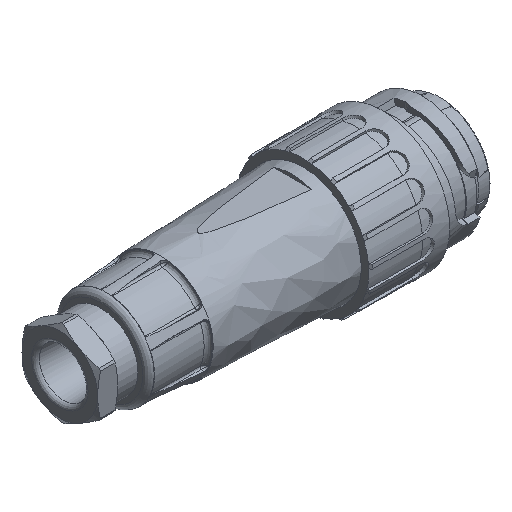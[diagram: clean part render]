
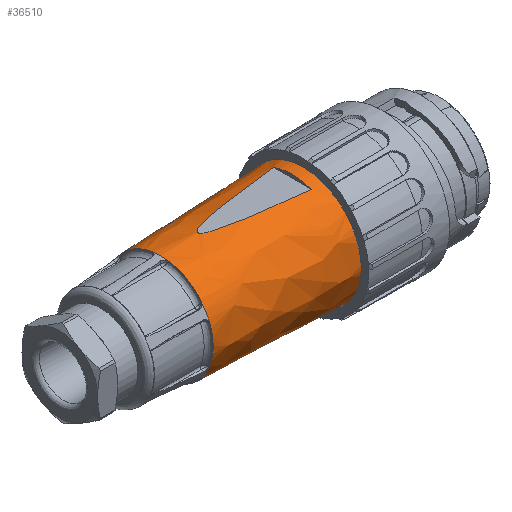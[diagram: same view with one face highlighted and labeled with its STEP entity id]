
A CAD part, isometric view. The second image highlights one B-rep face of the part: STEP entity #36510.
In plain terms, the highlighted free-form (B-spline) face has degree [2, 1] with [7, 2] control points.
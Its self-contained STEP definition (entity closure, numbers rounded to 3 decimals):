
#6237=CARTESIAN_POINT('V152',(48.0,4.792,
   -13.5));
#6238=VERTEX_POINT('V152',#6237);
#6239=CARTESIAN_POINT('V153',(48.0,-4.792,
   -13.5));
#6240=VERTEX_POINT('V153',#6239);
#6241=CARTESIAN_POINT('E256',(48.0,4.792,
   -13.5));
#6242=CARTESIAN_POINT('E256',(48.0,0.,-15.201)
   );
#6243=CARTESIAN_POINT('E256',(48.0,-4.792,
   -13.5));
#6251=(BOUNDED_CURVE()B_SPLINE_CURVE(2,(#6241,#6242,#6243),
   .CIRCULAR_ARC.,.F.,.U.)B_SPLINE_CURVE_WITH_KNOTS((3,3),(
   0.022,0.978),.UNSPECIFIED.)CURVE()
   GEOMETRIC_REPRESENTATION_ITEM()RATIONAL_B_SPLINE_CURVE((
   0.772,0.728,0.772))
   REPRESENTATION_ITEM('E256'));
#6252=EDGE_CURVE('E256',#6238,#6240,#6251,.T.);
#6267=CARTESIAN_POINT('E255',(48.0,-4.792,
   -13.5));
#6268=CARTESIAN_POINT('E255',(2.089,0.,
   -13.5));
#6269=CARTESIAN_POINT('E255',(48.0,4.792,
   -13.5));
#6277=(BOUNDED_CURVE()B_SPLINE_CURVE(2,(#6267,#6268,#6269),
   .HYPERBOLIC_ARC.,.F.,.U.)CURVE()GEOMETRIC_REPRESENTATION_ITEM()
   QUASI_UNIFORM_CURVE()RATIONAL_B_SPLINE_CURVE((1.006,
   1.068,1.006))REPRESENTATION_ITEM('E255')
   );
#6278=EDGE_CURVE('E255',#6240,#6238,#6277,.T.);
#36321=CARTESIAN_POINT('V158',(53.0,0.,14.5)
   );
#36322=VERTEX_POINT('V158',#36321);
#36323=CARTESIAN_POINT('E265',(53.0,0.,14.5)
   );
#36324=CARTESIAN_POINT('E265',(53.0,-25.115,
   14.5));
#36325=CARTESIAN_POINT('E265',(53.0,-12.557,
   -7.25));
#36326=CARTESIAN_POINT('E265',(53.0,0.,
   -29.));
#36327=CARTESIAN_POINT('E265',(53.0,12.557,
   -7.25));
#36328=CARTESIAN_POINT('E265',(53.0,25.115,
   14.5));
#36329=CARTESIAN_POINT('E265',(53.0,0.,14.5)
   );
#36337=(BOUNDED_CURVE()B_SPLINE_CURVE(2,(#36323,#36324,#36325,
   #36326,#36327,#36328,#36329),.CIRCULAR_ARC.,.T.,.U.)
   B_SPLINE_CURVE_WITH_KNOTS((3,2,2,3),(0.0,0.333,
   0.667,1.0),.UNSPECIFIED.)CURVE()
   GEOMETRIC_REPRESENTATION_ITEM()RATIONAL_B_SPLINE_CURVE((1.0,
   0.5,1.0,0.5,1.0,0.5,1.0)
   )REPRESENTATION_ITEM('E265'));
#36338=EDGE_CURVE('E265',#36322,#36322,#36337,.T.);
#36369=CARTESIAN_POINT('V159',(24.364,0.,
   13.5));
#36370=VERTEX_POINT('V159',#36369);
#36371=CARTESIAN_POINT('V160',(48.0,-4.792,
   13.5));
#36372=VERTEX_POINT('V160',#36371);
#36373=CARTESIAN_POINT('E266',(24.364,0.,
   13.5));
#36374=CARTESIAN_POINT('E266',(24.364,-2.325,
   13.5));
#36375=CARTESIAN_POINT('E266',(48.0,-4.792,
   13.5));
#36383=(BOUNDED_CURVE()B_SPLINE_CURVE(2,(#36373,#36374,#36375),
   .HYPERBOLIC_ARC.,.F.,.U.)CURVE()GEOMETRIC_REPRESENTATION_ITEM()
   QUASI_UNIFORM_CURVE()RATIONAL_B_SPLINE_CURVE((1.037,
   1.037,1.006))REPRESENTATION_ITEM('E266')
   );
#36384=EDGE_CURVE('E266',#36370,#36372,#36383,.T.);
#36386=CARTESIAN_POINT('V161',(48.0,4.792,
   13.5));
#36387=VERTEX_POINT('V161',#36386);
#36393=CARTESIAN_POINT('E268',(48.0,4.792,
   13.5));
#36394=CARTESIAN_POINT('E268',(24.364,2.325,
   13.5));
#36395=CARTESIAN_POINT('E268',(24.364,0.,
   13.5));
#36403=(BOUNDED_CURVE()B_SPLINE_CURVE(2,(#36393,#36394,#36395),
   .HYPERBOLIC_ARC.,.F.,.U.)CURVE()GEOMETRIC_REPRESENTATION_ITEM()
   QUASI_UNIFORM_CURVE()RATIONAL_B_SPLINE_CURVE((1.006,
   1.037,1.037))REPRESENTATION_ITEM('E268')
   );
#36404=EDGE_CURVE('E268',#36387,#36370,#36403,.T.);
#36414=CARTESIAN_POINT('V162',(48.0,0.,14.325)
   );
#36415=VERTEX_POINT('V162',#36414);
#36416=CARTESIAN_POINT('E269',(48.0,0.,14.325)
   );
#36417=CARTESIAN_POINT('E269',(48.0,2.467,
   14.325));
#36418=CARTESIAN_POINT('E269',(48.,4.792,
   13.5));
#36426=(BOUNDED_CURVE()B_SPLINE_CURVE(2,(#36416,#36417,#36418),
   .CIRCULAR_ARC.,.F.,.U.)CURVE()GEOMETRIC_REPRESENTATION_ITEM()
   QUASI_UNIFORM_CURVE()RATIONAL_B_SPLINE_CURVE((1.0,
   0.91,0.852))REPRESENTATION_ITEM('E269')
   );
#36427=EDGE_CURVE('E269',#36415,#36387,#36426,.T.);
#36430=CARTESIAN_POINT('E270',(48.,-4.792,
   13.5));
#36431=CARTESIAN_POINT('E270',(48.0,-2.467,
   14.325));
#36432=CARTESIAN_POINT('E270',(48.0,0.,14.325)
   );
#36440=(BOUNDED_CURVE()B_SPLINE_CURVE(2,(#36430,#36431,#36432),
   .CIRCULAR_ARC.,.F.,.U.)CURVE()GEOMETRIC_REPRESENTATION_ITEM()
   QUASI_UNIFORM_CURVE()RATIONAL_B_SPLINE_CURVE((0.852,
   0.91,1.0))REPRESENTATION_ITEM('E270'));
#36441=EDGE_CURVE('E270',#36372,#36415,#36440,.T.);
#36446=CARTESIAN_POINT('F105',(53.0,0.,14.5)
   );
#36447=CARTESIAN_POINT('F105',(53.0,25.115,
   14.5));
#36448=CARTESIAN_POINT('F105',(53.0,12.557,
   -7.25));
#36449=CARTESIAN_POINT('F105',(53.0,0.,
   -29.));
#36450=CARTESIAN_POINT('F105',(53.0,-12.557,
   -7.25));
#36451=CARTESIAN_POINT('F105',(53.0,-25.115,
   14.5));
#36452=CARTESIAN_POINT('F105',(53.0,0.,14.5)
   );
#36453=CARTESIAN_POINT('F105',(15.0,0.,13.173)
   );
#36454=CARTESIAN_POINT('F105',(15.,22.816,
   13.173));
#36455=CARTESIAN_POINT('F105',(15.0,11.408,
   -6.587));
#36456=CARTESIAN_POINT('F105',(15.,0.,
   -26.346));
#36457=CARTESIAN_POINT('F105',(15.0,-11.408,
   -6.587));
#36458=CARTESIAN_POINT('F105',(15.,
   -22.816,13.173));
#36459=CARTESIAN_POINT('F105',(15.0,0.,13.173)
   );
#36467=(BOUNDED_SURFACE()B_SPLINE_SURFACE(2,1,((#36446,#36453),(
   #36447,#36454),(#36448,#36455),(#36449,#36456),(#36450,
   #36457),(#36451,#36458),(#36452,#36459)),.CONICAL_SURF.,.T.,
   .F.,.U.)B_SPLINE_SURFACE_WITH_KNOTS((3,2,2,3),(2,2),(0.0,
   1.261,2.521,3.782),(0.0,1.0),
   .UNSPECIFIED.)GEOMETRIC_REPRESENTATION_ITEM()
   RATIONAL_B_SPLINE_SURFACE(((1.0,1.0),(0.5,
   0.5),(1.0,1.0),(0.5,
   0.5),(1.0,1.0),(0.5,
   0.5),(1.0,1.0)))REPRESENTATION_ITEM('F105')
   SURFACE());
#36468=ORIENTED_EDGE('F104',*,*,#36441,.F.);
#36469=ORIENTED_EDGE('E266',*,*,#36384,.F.);
#36470=CARTESIAN_POINT('V163',(15.0,0.,13.173)
   );
#36471=VERTEX_POINT('V163',#36470);
#36472=CARTESIAN_POINT('E271',(15.0,0.,13.173)
   );
#36473=CARTESIAN_POINT('E271',(24.364,0.,
   13.5));
#36474=B_SPLINE_CURVE_WITH_KNOTS('E271',1,(#36472,#36473),
   .POLYLINE_FORM.,.F.,.U.,(2,2),(0.754,1.0),
   .UNSPECIFIED.);
#36475=EDGE_CURVE('E271',#36471,#36370,#36474,.T.);
#36476=ORIENTED_EDGE('E271',*,*,#36475,.F.);
#36477=CARTESIAN_POINT('E272',(15.0,0.,13.173)
   );
#36478=CARTESIAN_POINT('E272',(15.0,-22.816,
   13.173));
#36479=CARTESIAN_POINT('E272',(15.0,-11.408,
   -6.587));
#36480=CARTESIAN_POINT('E272',(15.0,0.,
   -26.346));
#36481=CARTESIAN_POINT('E272',(15.0,11.408,
   -6.587));
#36482=CARTESIAN_POINT('E272',(15.0,22.816,
   13.173));
#36483=CARTESIAN_POINT('E272',(15.0,0.,13.173)
   );
#36491=(BOUNDED_CURVE()B_SPLINE_CURVE(2,(#36477,#36478,#36479,
   #36480,#36481,#36482,#36483),.CIRCULAR_ARC.,.T.,.U.)
   B_SPLINE_CURVE_WITH_KNOTS((3,2,2,3),(0.0,1.261,
   2.521,3.782),.UNSPECIFIED.)CURVE()
   GEOMETRIC_REPRESENTATION_ITEM()RATIONAL_B_SPLINE_CURVE((1.0,
   0.5,1.0,0.5,1.0,0.5,1.0)
   )REPRESENTATION_ITEM('E272'));
#36492=EDGE_CURVE('E272',#36471,#36471,#36491,.T.);
#36493=ORIENTED_EDGE('E272',*,*,#36492,.T.);
#36494=ORIENTED_EDGE('E271',*,*,#36475,.T.);
#36495=ORIENTED_EDGE('F103',*,*,#36404,.F.);
#36496=ORIENTED_EDGE('E269',*,*,#36427,.F.);
#36497=CARTESIAN_POINT('E273',(48.0,0.,14.325)
   );
#36498=CARTESIAN_POINT('E273',(53.0,0.,14.5)
   );
#36499=B_SPLINE_CURVE_WITH_KNOTS('E273',1,(#36497,#36498),
   .POLYLINE_FORM.,.F.,.U.,(2,2),(0.0,0.132),
   .UNSPECIFIED.);
#36500=EDGE_CURVE('E273',#36415,#36322,#36499,.T.);
#36501=ORIENTED_EDGE('E273',*,*,#36500,.T.);
#36502=ORIENTED_EDGE('F102',*,*,#36338,.F.);
#36503=ORIENTED_EDGE('E273',*,*,#36500,.F.);
#36504=EDGE_LOOP('F105',(#36468,#36469,#36476,#36493,#36494,#36495,
   #36496,#36501,#36502,#36503));
#36505=FACE_OUTER_BOUND('F105',#36504,.F.);
#36506=ORIENTED_EDGE('E255',*,*,#6278,.F.);
#36507=ORIENTED_EDGE('E256',*,*,#6252,.F.);
#36508=EDGE_LOOP('F105',(#36506,#36507));
#36509=FACE_BOUND('F105',#36508,.F.);
#36510=ADVANCED_FACE('F105',(#36505,#36509),#36467,.F.);
